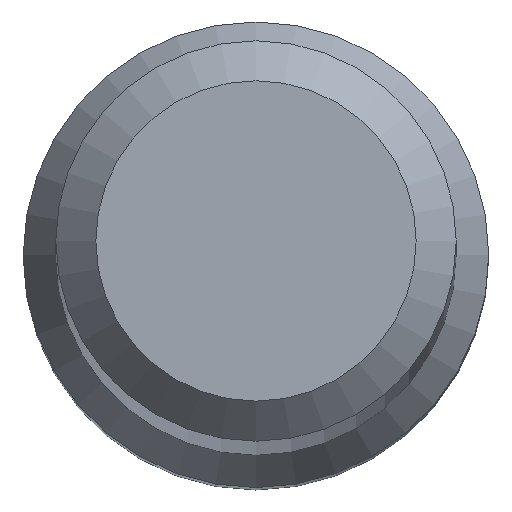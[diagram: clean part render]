
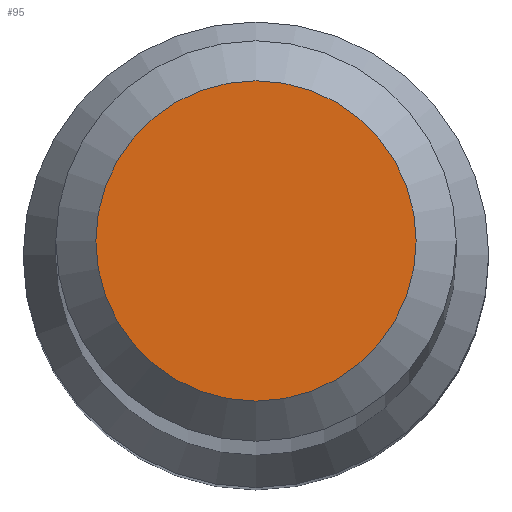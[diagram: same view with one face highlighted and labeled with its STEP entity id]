
A CAD part, top view. The second image highlights one B-rep face of the part: STEP entity #95.
In plain terms, the highlighted planar face has unit normal (0, 0, 1).
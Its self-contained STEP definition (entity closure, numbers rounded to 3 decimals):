
#9 = DIRECTION ( 'NONE',  ( 0., -1., 0. ) ) ;
#21 = EDGE_CURVE ( 'NONE', #208, #208, #55, .T. ) ;
#30 = CARTESIAN_POINT ( 'NONE',  ( 0., 0., 70. ) ) ;
#46 = DIRECTION ( 'NONE',  ( 0., 0., 1. ) ) ;
#55 = CIRCLE ( 'NONE', #144, 1.2 ) ;
#84 = AXIS2_PLACEMENT_3D ( 'NONE', #30, #46, #9 ) ;
#93 = EDGE_LOOP ( 'NONE', ( #196 ) ) ;
#95 = ADVANCED_FACE ( 'NONE', ( #204 ), #176, .T. ) ;
#112 = CARTESIAN_POINT ( 'NONE',  ( 0., 1.2, 70. ) ) ;
#144 = AXIS2_PLACEMENT_3D ( 'NONE', #213, #235, #202 ) ;
#176 = PLANE ( 'NONE',  #84 ) ;
#196 = ORIENTED_EDGE ( 'NONE', *, *, #21, .F. ) ;
#202 = DIRECTION ( 'NONE',  ( 0., 1., 0. ) ) ;
#204 = FACE_OUTER_BOUND ( 'NONE', #93, .T. ) ;
#208 = VERTEX_POINT ( 'NONE', #112 ) ;
#213 = CARTESIAN_POINT ( 'NONE',  ( 0., 0., 70. ) ) ;
#235 = DIRECTION ( 'NONE',  ( 0., 0., -1. ) ) ;
